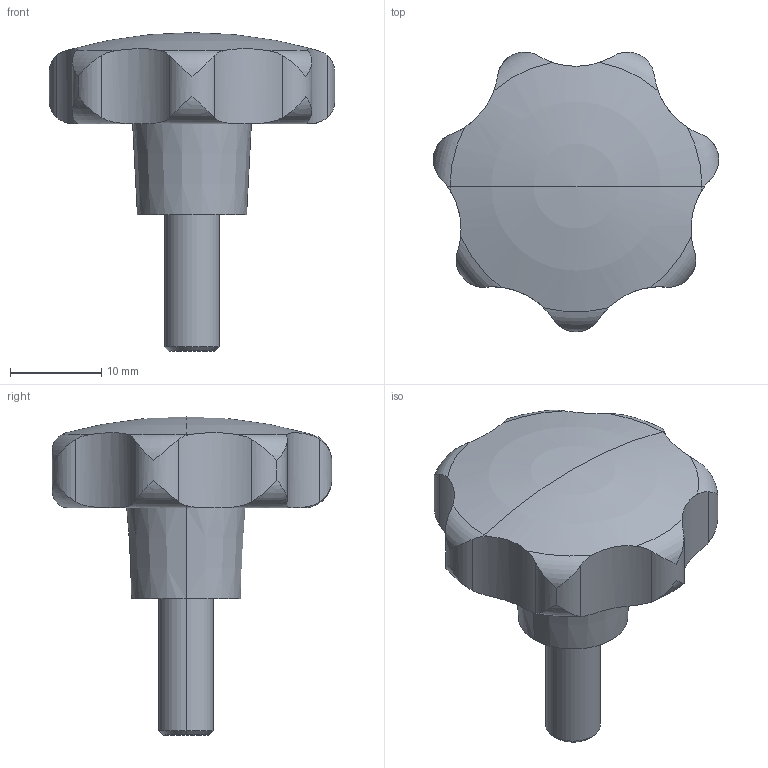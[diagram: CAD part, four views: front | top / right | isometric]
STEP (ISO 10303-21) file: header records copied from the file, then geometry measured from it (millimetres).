
FILE_DESCRIPTION(('STEP AP214'),'1');
FILE_NAME('HALDERN_EH_24740_0101.stp','2017-08-10T07:45:03',('TraceParts'),('TraceParts S.A.'),'Spatial InterOp 3D',' ',' ');
FILE_SCHEMA(('automotive_design'));
Length unit declared in the file: millimetre
Products named in the file (1): HALDERN_EH_24740_0101
Bounding box: 31.35 x 30.71 x 35 mm (x, y, z)
Volume: 7437.3 mm3; surface area: 2703.2 mm2
Topology: 1 solids, 1 shells, 39 faces, 114 edges, 77 vertices
Faces by surface type: cylinder 17, torus 11, cone 6, plane 3, sphere 2
Entity records: 2043 total; most frequent: CARTESIAN_POINT 765, ORIENTED_EDGE 224, DIRECTION 161, EDGE_CURVE 112, VERTEX_POINT 77, AXIS2_PLACEMENT_3D 69, B_SPLINE_CURVE_WITH_KNOTS 60, EDGE_LOOP 41
